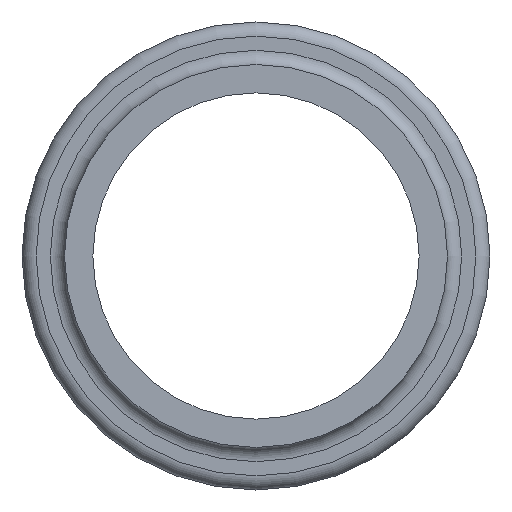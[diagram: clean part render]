
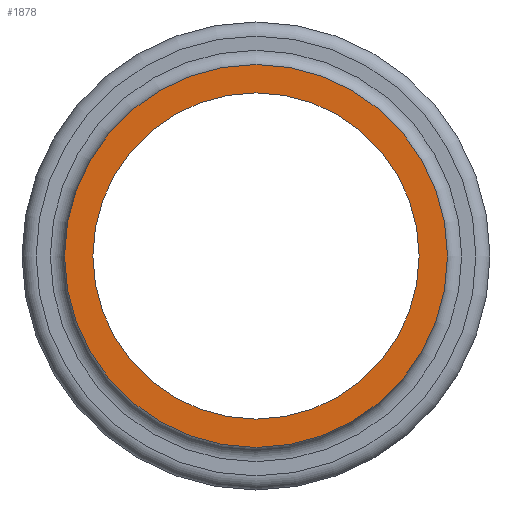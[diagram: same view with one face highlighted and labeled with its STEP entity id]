
A CAD part, front view. The second image highlights one B-rep face of the part: STEP entity #1878.
In plain terms, the highlighted planar face has unit normal (0, -1, 0).
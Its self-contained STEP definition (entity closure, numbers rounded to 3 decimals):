
#112=FACE_BOUND('',#488,.T.);
#298=FACE_OUTER_BOUND('',#487,.T.);
#487=EDGE_LOOP('',(#1417));
#488=EDGE_LOOP('',(#1418));
#855=CIRCLE('',#2067,11.5);
#856=CIRCLE('',#2069,13.5);
#1041=VERTEX_POINT('',#3188);
#1042=VERTEX_POINT('',#3191);
#1227=EDGE_CURVE('',#1041,#1041,#855,.T.);
#1228=EDGE_CURVE('',#1042,#1042,#856,.T.);
#1417=ORIENTED_EDGE('',*,*,#1228,.T.);
#1418=ORIENTED_EDGE('',*,*,#1227,.T.);
#1784=PLANE('',#2071);
#1878=ADVANCED_FACE('',(#298,#112),#1784,.F.);
#2067=AXIS2_PLACEMENT_3D('',#3189,#2445,#2446);
#2069=AXIS2_PLACEMENT_3D('',#3192,#2449,#2450);
#2071=AXIS2_PLACEMENT_3D('',#3195,#2453,#2454);
#2445=DIRECTION('center_axis',(0.,1.,0.));
#2446=DIRECTION('ref_axis',(-1.,0.,0.));
#2449=DIRECTION('center_axis',(0.,-1.,0.));
#2450=DIRECTION('ref_axis',(-1.,0.,0.));
#2453=DIRECTION('center_axis',(0.,1.,0.));
#2454=DIRECTION('ref_axis',(0.,0.,1.));
#3188=CARTESIAN_POINT('',(11.5,81.5,0.));
#3189=CARTESIAN_POINT('Origin',(0.,81.5,0.));
#3191=CARTESIAN_POINT('',(13.5,81.5,0.));
#3192=CARTESIAN_POINT('Origin',(0.,81.5,0.));
#3195=CARTESIAN_POINT('Origin',(0.,81.5,0.));
